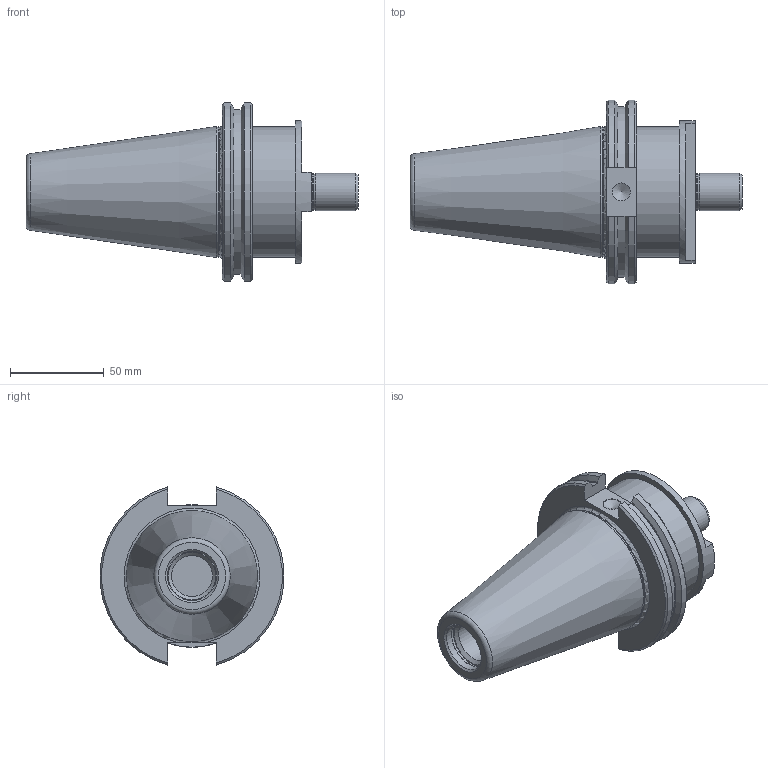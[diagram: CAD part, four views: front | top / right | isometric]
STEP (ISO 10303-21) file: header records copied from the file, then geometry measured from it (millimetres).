
FILE_DESCRIPTION(/* description */ (''),/* implementation_level */ '2;1');
FILE_NAME(/* name */ '9.CT50.MTC.stp',/* time_stamp */ '2023-08-02T11:10:56-04:00',/* author */ ('jkrenzer'),/* organization */ (''),/* preprocessor_version */ 'ST-DEVELOPER v18.1',/* originating_system */ 'Autodesk Inventor 2022',/* authorisation */ '');
FILE_SCHEMA (('AUTOMOTIVE_DESIGN { 1 0 10303 214 3 1 1 }'));
Length unit declared in the file: millimetre
Products named in the file (1): 9_SK_45_2
Bounding box: 177.1 x 98.05 x 94.95 mm (x, y, z)
Volume: 451595.5 mm3; surface area: 51620.1 mm2
Topology: 1 solids, 1 shells, 58 faces, 144 edges, 94 vertices
Faces by surface type: plane 23, cone 15, cylinder 15, torus 5
Full cylindrical faces by diameter (mm): 9.525 x1, 19.4 x1, 20 x1, 21.963 x1, 26.187 x1, 26.8 x1, 69.25 x1, 69.85 x1, 76 x1
Entity records: 1792 total; most frequent: DIRECTION 325, CARTESIAN_POINT 325, ORIENTED_EDGE 286, EDGE_CURVE 143, AXIS2_PLACEMENT_3D 132, VERTEX_POINT 94, CIRCLE 73, EDGE_LOOP 65
